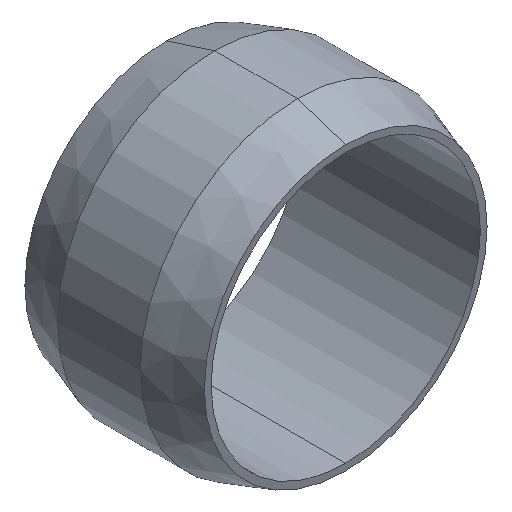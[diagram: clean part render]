
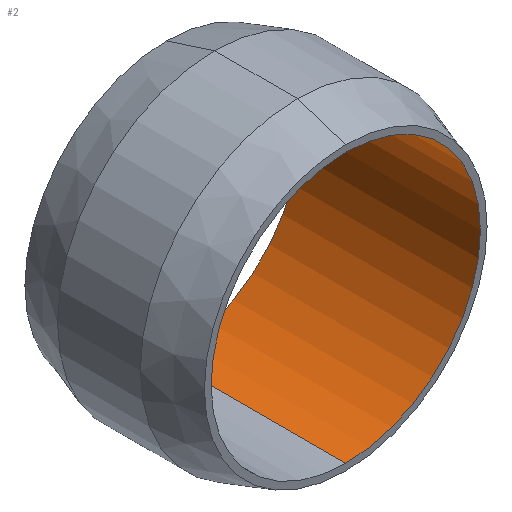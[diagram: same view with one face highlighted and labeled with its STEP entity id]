
A CAD part, isometric view. The second image highlights one B-rep face of the part: STEP entity #2.
In plain terms, the highlighted cylindrical face has radius 6 mm (diameter 12 mm), a partial arc.
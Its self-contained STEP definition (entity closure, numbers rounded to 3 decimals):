
#2 = ADVANCED_FACE ( 'NONE', ( #143 ), #104, .F. ) ;
#29 = AXIS2_PLACEMENT_3D ( 'NONE', #243, #242, #241 ) ;
#30 = AXIS2_PLACEMENT_3D ( 'NONE', #252, #250, #248 ) ;
#46 = AXIS2_PLACEMENT_3D ( 'NONE', #277, #272, #224 ) ;
#55 = EDGE_CURVE ( 'NONE', #90, #75, #164, .T. ) ;
#56 = EDGE_CURVE ( 'NONE', #88, #112, #174, .T. ) ;
#62 = EDGE_CURVE ( 'NONE', #88, #90, #139, .T. ) ;
#63 = EDGE_CURVE ( 'NONE', #75, #112, #137, .T. ) ;
#75 = VERTEX_POINT ( 'NONE', #232 ) ;
#88 = VERTEX_POINT ( 'NONE', #216 ) ;
#90 = VERTEX_POINT ( 'NONE', #214 ) ;
#104 = CYLINDRICAL_SURFACE ( 'NONE', #46, 6. ) ;
#105 = ORIENTED_EDGE ( 'NONE', *, *, #63, .T. ) ;
#112 = VERTEX_POINT ( 'NONE', #210 ) ;
#120 = ORIENTED_EDGE ( 'NONE', *, *, #55, .T. ) ;
#132 = EDGE_LOOP ( 'NONE', ( #179, #184, #120, #105 ) ) ;
#137 = CIRCLE ( 'NONE', #29, 6. ) ;
#139 = CIRCLE ( 'NONE', #30, 6. ) ;
#143 = FACE_OUTER_BOUND ( 'NONE', #132, .T. ) ;
#164 = LINE ( 'NONE', #215, #173 ) ;
#173 = VECTOR ( 'NONE', #239, 1000. ) ;
#174 = LINE ( 'NONE', #217, #181 ) ;
#179 = ORIENTED_EDGE ( 'NONE', *, *, #56, .F. ) ;
#181 = VECTOR ( 'NONE', #270, 1000. ) ;
#184 = ORIENTED_EDGE ( 'NONE', *, *, #62, .T. ) ;
#210 = CARTESIAN_POINT ( 'NONE',  ( 0., 8., -6. ) ) ;
#214 = CARTESIAN_POINT ( 'NONE',  ( 0., 0., 6. ) ) ;
#215 = CARTESIAN_POINT ( 'NONE',  ( 0., 0., 6. ) ) ;
#216 = CARTESIAN_POINT ( 'NONE',  ( 0., 0., -6. ) ) ;
#217 = CARTESIAN_POINT ( 'NONE',  ( 0., 0., -6. ) ) ;
#224 = DIRECTION ( 'NONE',  ( 0., 0., 1. ) ) ;
#232 = CARTESIAN_POINT ( 'NONE',  ( 0., 8., 6. ) ) ;
#239 = DIRECTION ( 'NONE',  ( 0., 1., 0. ) ) ;
#241 = DIRECTION ( 'NONE',  ( 0., 0., 1. ) ) ;
#242 = DIRECTION ( 'NONE',  ( 0., 1., 0. ) ) ;
#243 = CARTESIAN_POINT ( 'NONE',  ( 0., 8., 0. ) ) ;
#248 = DIRECTION ( 'NONE',  ( 0., 0., 1. ) ) ;
#250 = DIRECTION ( 'NONE',  ( 0., -1., 0. ) ) ;
#252 = CARTESIAN_POINT ( 'NONE',  ( 0., 0., 0. ) ) ;
#270 = DIRECTION ( 'NONE',  ( 0., 1., 0. ) ) ;
#272 = DIRECTION ( 'NONE',  ( 0., 1., 0. ) ) ;
#277 = CARTESIAN_POINT ( 'NONE',  ( 0., 0., 0. ) ) ;
